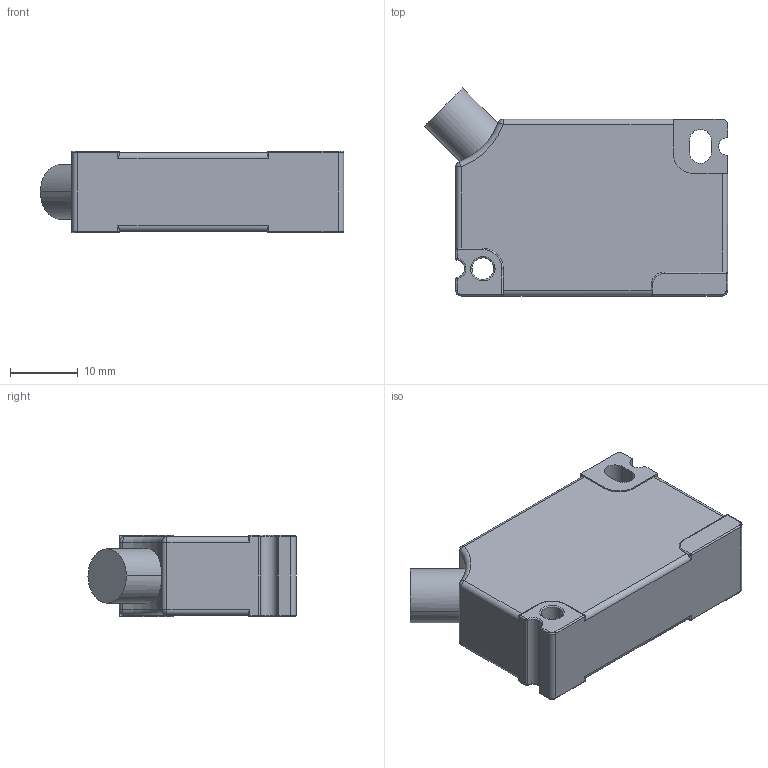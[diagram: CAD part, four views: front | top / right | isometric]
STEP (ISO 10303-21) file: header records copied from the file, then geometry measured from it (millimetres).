
FILE_DESCRIPTION((''),'2;1');
FILE_NAME('F1_STECKER','2010-04-15T',('mabamberg'),(''),'PRO/ENGINEER BY PARAMETRIC TECHNOLOGY CORPORATION, 2006300','PRO/ENGINEER BY PARAMETRIC TECHNOLOGY CORPORATION, 2006300','');
FILE_SCHEMA(('CONFIG_CONTROL_DESIGN'));
Length unit declared in the file: millimetre
Products named in the file (1): F1_STECKER
Bounding box: 44.6 x 30.6 x 12 mm (x, y, z)
Volume: 11784 mm3; surface area: 4009 mm2
Topology: 1 solids, 1 shells, 119 faces, 298 edges, 168 vertices
Faces by surface type: cylinder 56, plane 31, sphere 16, torus 16
Entity records: 4408 total; most frequent: DIRECTION 652, CARTESIAN_POINT 651, ORIENTED_EDGE 564, EDGE_CURVE 282, AXIS2_PLACEMENT_3D 261, VERTEX_POINT 168, CIRCLE 142, VECTOR 130
